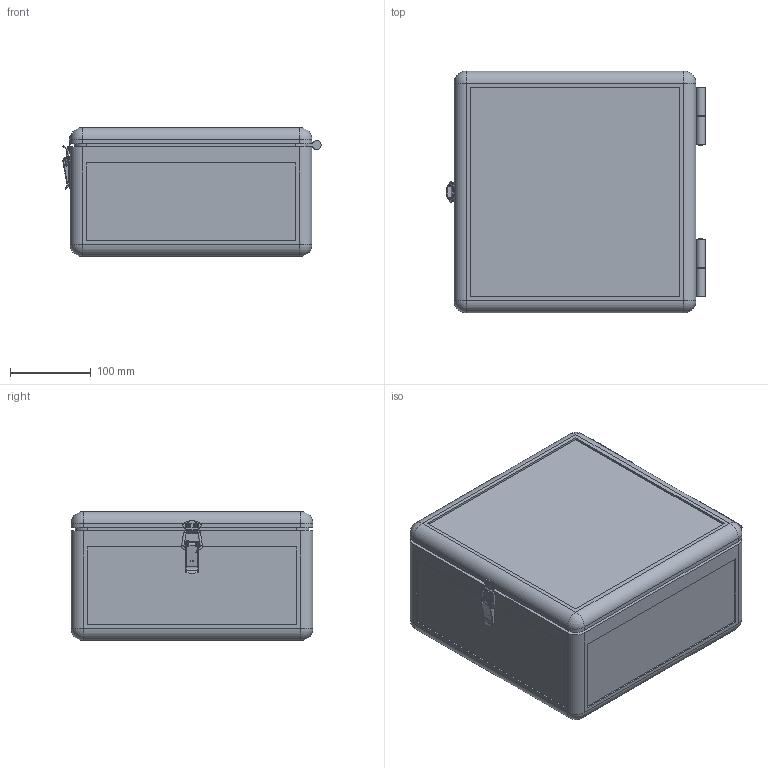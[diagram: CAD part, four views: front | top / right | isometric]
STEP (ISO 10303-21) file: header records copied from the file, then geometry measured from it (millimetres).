
FILE_DESCRIPTION (( 'STEP AP203' ), '1' );
FILE_NAME ('CHB-504P-STP.step', '2024-05-09T06:42:53', ( '' ), ( '' ), 'SwSTEP 2.0', 'SolidWorks 2011', '' );
FILE_SCHEMA (( 'CONFIG_CONTROL_DESIGN' ));
Products named in the file (4): CHB-504P-STP; plate_set; door; box
Assembly tree (3 placements, depth 2):
  CHB-504P-STP
    box
    plate_set
    door
Bounding box: 320.6 x 300 x 160 mm (x, y, z)
Volume: 1711865.3 mm3; surface area: 1096550.7 mm2
Topology: 5 solids, 5 shells, 1889 faces, 4918 edges, 3105 vertices
Faces by surface type: plane 1404, cylinder 381, sphere 54, bspline 30, cone 16, torus 4
Entity records: 61719 total; most frequent: CARTESIAN_POINT 15036, ORIENTED_EDGE 9724, DIRECTION 9250, EDGE_CURVE 4862, LINE 3902, VECTOR 3902, VERTEX_POINT 3105, AXIS2_PLACEMENT_3D 2674
